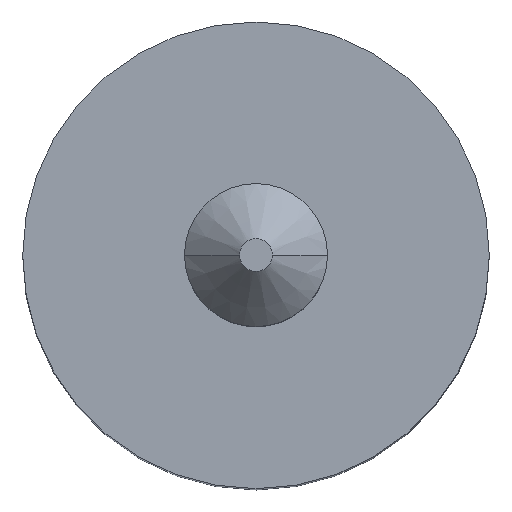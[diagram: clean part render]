
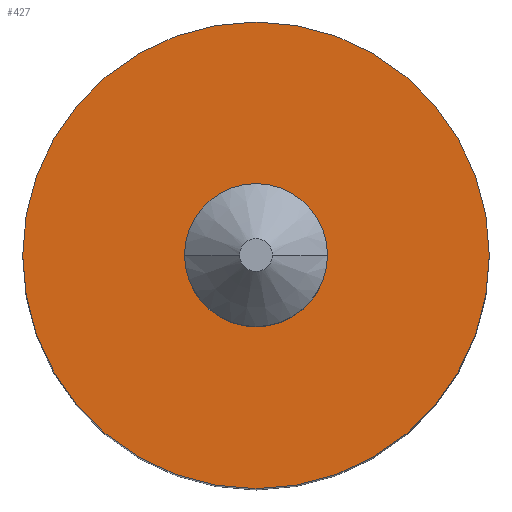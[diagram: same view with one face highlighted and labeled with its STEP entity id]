
A CAD part, top view. The second image highlights one B-rep face of the part: STEP entity #427.
In plain terms, the highlighted planar face has unit normal (0, 0, 1).
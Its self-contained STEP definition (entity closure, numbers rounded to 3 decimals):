
#7 = DIRECTION ( 'NONE',  ( -1., 0., 0. ) ) ;
#16 = FACE_BOUND ( 'NONE', #376, .T. ) ;
#31 = AXIS2_PLACEMENT_3D ( 'NONE', #356, #441, #572 ) ;
#44 = VERTEX_POINT ( 'NONE', #394 ) ;
#49 = DIRECTION ( 'NONE',  ( -1., 0., 0. ) ) ;
#52 = CARTESIAN_POINT ( 'NONE',  ( -0.455, 0., -1.27 ) ) ;
#70 = CARTESIAN_POINT ( 'NONE',  ( 0., 0., -1.27 ) ) ;
#73 = EDGE_CURVE ( 'NONE', #44, #121, #269, .T. ) ;
#78 = CARTESIAN_POINT ( 'NONE',  ( -1.485, 0., -1.27 ) ) ;
#102 = CIRCLE ( 'NONE', #134, 0.455 ) ;
#106 = DIRECTION ( 'NONE',  ( 0., 0., -1. ) ) ;
#121 = VERTEX_POINT ( 'NONE', #78 ) ;
#133 = ORIENTED_EDGE ( 'NONE', *, *, #402, .T. ) ;
#134 = AXIS2_PLACEMENT_3D ( 'NONE', #140, #548, #223 ) ;
#140 = CARTESIAN_POINT ( 'NONE',  ( 0., 0., -1.27 ) ) ;
#193 = EDGE_LOOP ( 'NONE', ( #481, #382 ) ) ;
#194 = FACE_OUTER_BOUND ( 'NONE', #193, .T. ) ;
#223 = DIRECTION ( 'NONE',  ( -1., 0., 0. ) ) ;
#229 = CARTESIAN_POINT ( 'NONE',  ( 0., 0., -1.27 ) ) ;
#259 = EDGE_CURVE ( 'NONE', #121, #44, #535, .T. ) ;
#269 = CIRCLE ( 'NONE', #31, 1.485 ) ;
#281 = AXIS2_PLACEMENT_3D ( 'NONE', #70, #106, #523 ) ;
#290 = CIRCLE ( 'NONE', #335, 0.455 ) ;
#321 = PLANE ( 'NONE',  #492 ) ;
#324 = DIRECTION ( 'NONE',  ( 0., 0., -1. ) ) ;
#335 = AXIS2_PLACEMENT_3D ( 'NONE', #229, #324, #7 ) ;
#356 = CARTESIAN_POINT ( 'NONE',  ( 0., 0., -1.27 ) ) ;
#376 = EDGE_LOOP ( 'NONE', ( #491, #133 ) ) ;
#382 = ORIENTED_EDGE ( 'NONE', *, *, #73, .F. ) ;
#394 = CARTESIAN_POINT ( 'NONE',  ( 1.485, 0., -1.27 ) ) ;
#402 = EDGE_CURVE ( 'NONE', #424, #478, #290, .T. ) ;
#419 = DIRECTION ( 'NONE',  ( 0., 0., -1. ) ) ;
#422 = EDGE_CURVE ( 'NONE', #478, #424, #102, .T. ) ;
#424 = VERTEX_POINT ( 'NONE', #503 ) ;
#427 = ADVANCED_FACE ( 'NONE', ( #16, #194 ), #321, .F. ) ;
#441 = DIRECTION ( 'NONE',  ( 0., 0., -1. ) ) ;
#464 = CARTESIAN_POINT ( 'NONE',  ( 0., 0., -1.27 ) ) ;
#478 = VERTEX_POINT ( 'NONE', #52 ) ;
#481 = ORIENTED_EDGE ( 'NONE', *, *, #259, .F. ) ;
#491 = ORIENTED_EDGE ( 'NONE', *, *, #422, .T. ) ;
#492 = AXIS2_PLACEMENT_3D ( 'NONE', #464, #419, #49 ) ;
#503 = CARTESIAN_POINT ( 'NONE',  ( 0.455, 0., -1.27 ) ) ;
#523 = DIRECTION ( 'NONE',  ( -1., 0., 0. ) ) ;
#535 = CIRCLE ( 'NONE', #281, 1.485 ) ;
#548 = DIRECTION ( 'NONE',  ( 0., 0., -1. ) ) ;
#572 = DIRECTION ( 'NONE',  ( -1., 0., 0. ) ) ;
